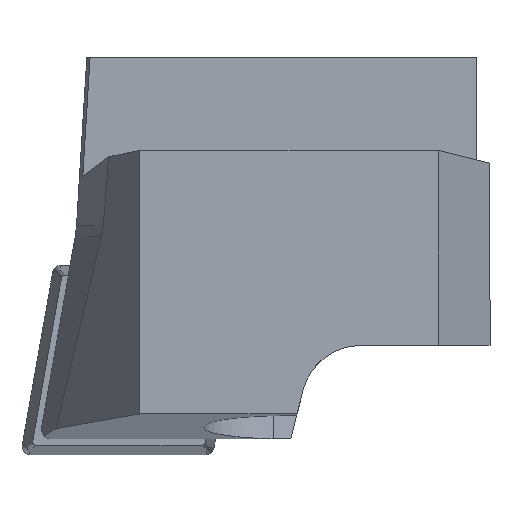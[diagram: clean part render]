
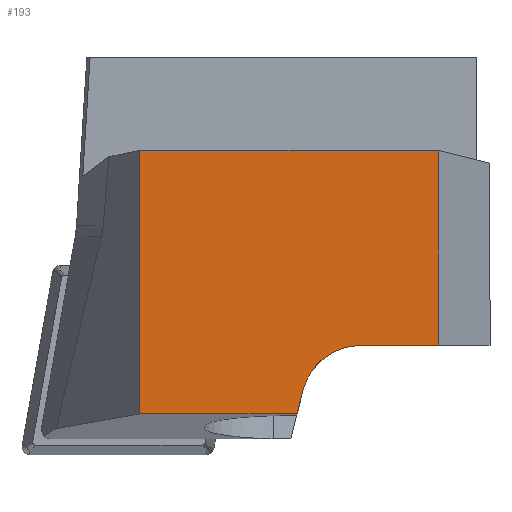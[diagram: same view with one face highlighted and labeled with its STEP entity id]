
A CAD part, front view. The second image highlights one B-rep face of the part: STEP entity #193.
In plain terms, the highlighted planar face has unit normal (0, -1, 0).
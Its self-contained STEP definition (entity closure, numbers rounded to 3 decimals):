
#157=CIRCLE('',#1286,3.);
#193=ADVANCED_FACE('',(#290),#254,.F.);
#254=PLANE('',#1287);
#290=FACE_OUTER_BOUND('',#341,.T.);
#341=EDGE_LOOP('',(#435,#436,#437,#438,#439,#440,#441));
#435=ORIENTED_EDGE('',*,*,#841,.F.);
#436=ORIENTED_EDGE('',*,*,#842,.F.);
#437=ORIENTED_EDGE('',*,*,#843,.T.);
#438=ORIENTED_EDGE('',*,*,#844,.T.);
#439=ORIENTED_EDGE('',*,*,#845,.T.);
#440=ORIENTED_EDGE('',*,*,#846,.T.);
#441=ORIENTED_EDGE('',*,*,#847,.F.);
#737=VERTEX_POINT('',#1761);
#738=VERTEX_POINT('',#1762);
#739=VERTEX_POINT('',#1764);
#740=VERTEX_POINT('',#1766);
#741=VERTEX_POINT('',#1768);
#742=VERTEX_POINT('',#1770);
#743=VERTEX_POINT('',#1772);
#841=EDGE_CURVE('',#737,#738,#989,.T.);
#842=EDGE_CURVE('',#739,#737,#990,.T.);
#843=EDGE_CURVE('',#739,#740,#991,.T.);
#844=EDGE_CURVE('',#740,#741,#157,.T.);
#845=EDGE_CURVE('',#741,#742,#992,.T.);
#846=EDGE_CURVE('',#742,#743,#993,.T.);
#847=EDGE_CURVE('',#738,#743,#994,.T.);
#989=LINE('',#1760,#1094);
#990=LINE('',#1763,#1095);
#991=LINE('',#1765,#1096);
#992=LINE('',#1769,#1097);
#993=LINE('',#1771,#1098);
#994=LINE('',#1773,#1099);
#1094=VECTOR('',#1420,1.);
#1095=VECTOR('',#1421,1.);
#1096=VECTOR('',#1422,1.);
#1097=VECTOR('',#1425,1.);
#1098=VECTOR('',#1426,1.);
#1099=VECTOR('',#1427,1.);
#1286=AXIS2_PLACEMENT_3D('',#1767,#1423,#1424);
#1287=AXIS2_PLACEMENT_3D('',#1774,#1428,#1429);
#1420=DIRECTION('',(0.,0.,1.));
#1421=DIRECTION('',(-1.,0.,0.));
#1422=DIRECTION('',(0.242,0.,0.97));
#1423=DIRECTION('',(0.,1.,0.));
#1424=DIRECTION('',(-1.,0.,0.));
#1425=DIRECTION('',(1.,0.,0.));
#1426=DIRECTION('',(0.,0.,1.));
#1427=DIRECTION('',(1.,0.,0.));
#1428=DIRECTION('',(0.,1.,0.));
#1429=DIRECTION('',(0.,0.,-1.));
#1760=CARTESIAN_POINT('',(-18.468,-12.9,-15.2));
#1761=CARTESIAN_POINT('',(-18.468,-12.9,-11.941));
#1762=CARTESIAN_POINT('',(-18.468,-12.9,1.307));
#1763=CARTESIAN_POINT('',(-24.75,-12.9,-11.941));
#1764=CARTESIAN_POINT('',(-10.552,-12.9,-11.941));
#1765=CARTESIAN_POINT('',(-11.415,-12.9,-15.402));
#1766=CARTESIAN_POINT('',(-10.261,-12.9,-10.774));
#1767=CARTESIAN_POINT('',(-7.35,-12.9,-11.5));
#1768=CARTESIAN_POINT('',(-7.35,-12.9,-8.5));
#1769=CARTESIAN_POINT('',(-7.35,-12.9,-8.5));
#1770=CARTESIAN_POINT('',(-3.452,-12.9,-8.5));
#1771=CARTESIAN_POINT('',(-3.452,-12.9,-15.2));
#1772=CARTESIAN_POINT('',(-3.452,-12.9,1.307));
#1773=CARTESIAN_POINT('',(-11.487,-12.9,1.307));
#1774=CARTESIAN_POINT('',(-24.75,-12.9,-15.2));
